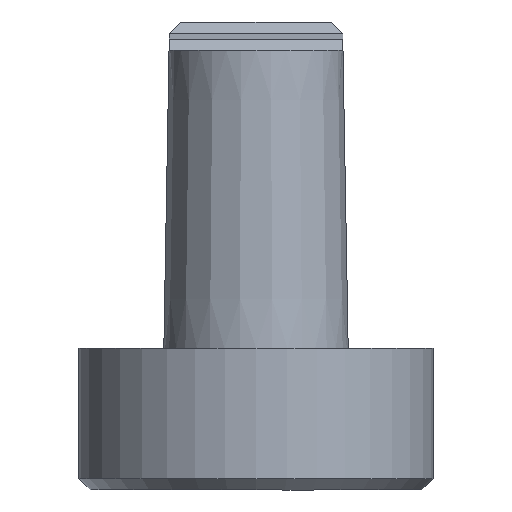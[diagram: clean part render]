
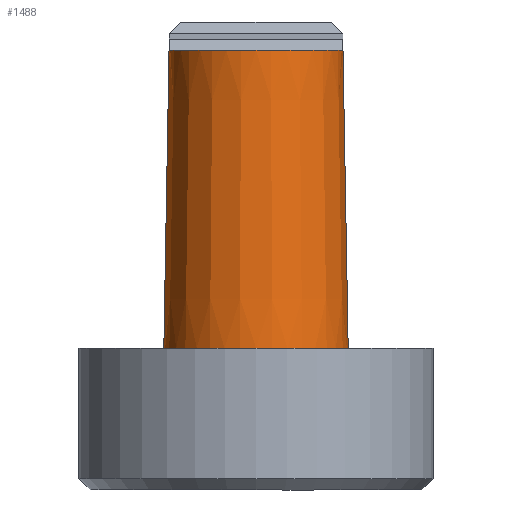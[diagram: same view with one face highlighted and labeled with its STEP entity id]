
A CAD part, front view. The second image highlights one B-rep face of the part: STEP entity #1488.
In plain terms, the highlighted conical face has half-angle 1 degrees and reference radius 3.25 mm.
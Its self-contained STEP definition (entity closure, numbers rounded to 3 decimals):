
#46=CONICAL_SURFACE('',#1619,3.25,0.017);
#48=CIRCLE('',#1495,3.067);
#90=CIRCLE('',#1613,3.25);
#174=FACE_OUTER_BOUND('',#268,.T.);
#268=EDGE_LOOP('',(#1317,#1318,#1319,#1320));
#335=LINE('',#2211,#499);
#433=LINE('',#2458,#597);
#499=VECTOR('',#1774,10.);
#597=VECTOR('',#2040,10.);
#603=VERTEX_POINT('',#2057);
#604=VERTEX_POINT('',#2059);
#655=VERTEX_POINT('',#2210);
#719=VERTEX_POINT('',#2445);
#726=EDGE_CURVE('',#604,#603,#48,.T.);
#801=EDGE_CURVE('',#655,#604,#335,.T.);
#921=EDGE_CURVE('',#655,#719,#90,.T.);
#927=EDGE_CURVE('',#719,#603,#433,.T.);
#1317=ORIENTED_EDGE('',*,*,#726,.T.);
#1318=ORIENTED_EDGE('',*,*,#927,.F.);
#1319=ORIENTED_EDGE('',*,*,#921,.F.);
#1320=ORIENTED_EDGE('',*,*,#801,.T.);
#1488=ADVANCED_FACE('',(#174),#46,.T.);
#1495=AXIS2_PLACEMENT_3D('',#2060,#1633,#1634);
#1613=AXIS2_PLACEMENT_3D('',#2446,#2022,#2023);
#1619=AXIS2_PLACEMENT_3D('',#2457,#2038,#2039);
#1633=DIRECTION('center_axis',(0.,0.,
-1.));
#1634=DIRECTION('ref_axis',(1.,0.,0.));
#1774=DIRECTION('',(-0.017,0.,1.));
#2022=DIRECTION('center_axis',(0.,0.,
-1.));
#2023=DIRECTION('ref_axis',(1.,0.,0.));
#2038=DIRECTION('center_axis',(0.,0.,
-1.));
#2039=DIRECTION('ref_axis',(1.,0.,0.));
#2040=DIRECTION('',(0.017,0.,1.));
#2057=CARTESIAN_POINT('',(270.956,-446.139,123.771));
#2059=CARTESIAN_POINT('',(277.09,-446.139,123.771));
#2060=CARTESIAN_POINT('Origin',(274.023,-446.139,123.771));
#2210=CARTESIAN_POINT('',(277.273,-446.139,113.271));
#2211=CARTESIAN_POINT('',(277.273,-446.139,113.271));
#2445=CARTESIAN_POINT('',(270.773,-446.139,113.271));
#2446=CARTESIAN_POINT('Origin',(274.023,-446.139,113.271));
#2457=CARTESIAN_POINT('Origin',(274.023,-446.139,113.271));
#2458=CARTESIAN_POINT('',(270.773,-446.139,113.271));
